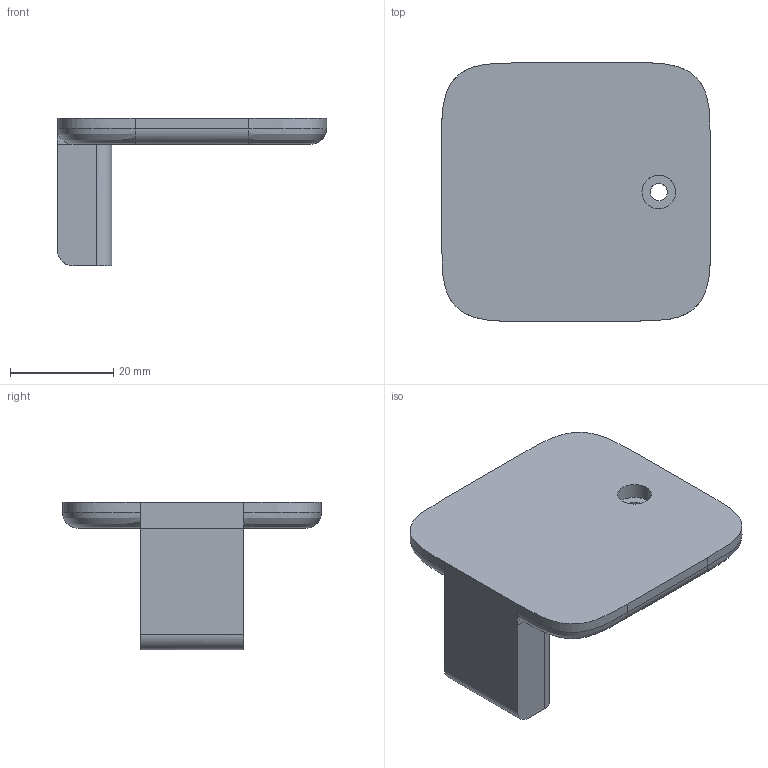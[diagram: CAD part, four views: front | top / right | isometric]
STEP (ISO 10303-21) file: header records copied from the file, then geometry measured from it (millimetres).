
FILE_DESCRIPTION(/* description */ (''),/* implementation_level */ '2;1');
FILE_NAME(/* name */ 'STE2436',/* time_stamp */ '2023-07-12T18:31:25+08:00',/* author */ (''),/* organization */ (''),/* preprocessor_version */ 'ST-DEVELOPER v16.5',/* originating_system */ '',/* authorisation */ '');
FILE_SCHEMA (('AUTOMOTIVE_DESIGN'));
Length unit declared in the file: millimetre
Products named in the file (1): Document
Bounding box: 52 x 50 x 28.5 mm (x, y, z)
Volume: 16761.5 mm3; surface area: 7329.5 mm2
Topology: 1 solids, 1 shells, 38 faces, 87 edges, 54 vertices
Faces by surface type: bspline 38
Entity records: 3238 total; most frequent: CARTESIAN_POINT 2126, B_SPLINE_CURVE_WITH_KNOTS 193, ORIENTED_EDGE 174, PCURVE 174, DEFINITIONAL_REPRESENTATION 174, SURFACE_CURVE 87, EDGE_CURVE 87, VERTEX_POINT 54
